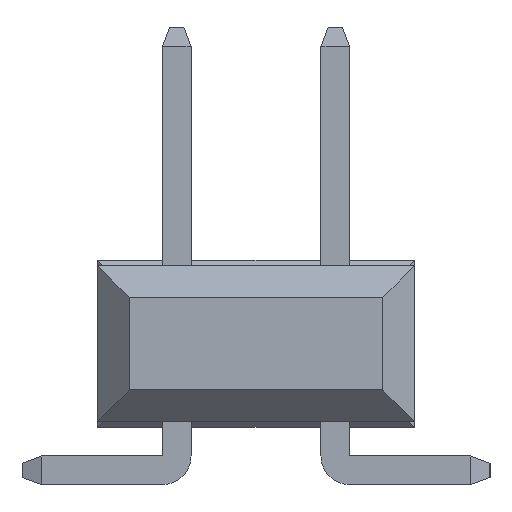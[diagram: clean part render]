
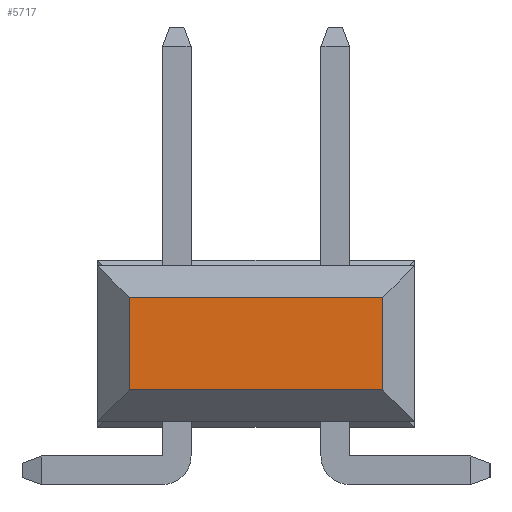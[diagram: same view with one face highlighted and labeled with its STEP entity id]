
A CAD part, left-side view. The second image highlights one B-rep face of the part: STEP entity #5717.
In plain terms, the highlighted planar face has unit normal (-1, 0, 0).
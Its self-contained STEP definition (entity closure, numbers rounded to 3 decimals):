
#103=FACE_OUTER_BOUND('',#473,.T.);
#473=EDGE_LOOP('',(#3735,#3736,#3737,#3738));
#851=LINE('',#8144,#1639);
#852=LINE('',#8147,#1640);
#853=LINE('',#8149,#1641);
#854=LINE('',#8150,#1642);
#1639=VECTOR('',#6541,10.);
#1640=VECTOR('',#6544,10.);
#1641=VECTOR('',#6545,10.);
#1642=VECTOR('',#6546,10.);
#2422=VERTEX_POINT('',#8137);
#2425=VERTEX_POINT('',#8142);
#2426=VERTEX_POINT('',#8146);
#2427=VERTEX_POINT('',#8148);
#2911=EDGE_CURVE('',#2425,#2422,#851,.T.);
#2912=EDGE_CURVE('',#2426,#2425,#852,.T.);
#2913=EDGE_CURVE('',#2427,#2426,#853,.T.);
#2914=EDGE_CURVE('',#2422,#2427,#854,.T.);
#3735=ORIENTED_EDGE('',*,*,#2911,.F.);
#3736=ORIENTED_EDGE('',*,*,#2912,.F.);
#3737=ORIENTED_EDGE('',*,*,#2913,.F.);
#3738=ORIENTED_EDGE('',*,*,#2914,.F.);
#5363=PLANE('',#6118);
#5717=ADVANCED_FACE('',(#103),#5363,.F.);
#6118=AXIS2_PLACEMENT_3D('',#8145,#6542,#6543);
#6541=DIRECTION('',(0.,1.,0.));
#6542=DIRECTION('center_axis',(1.,0.,0.));
#6543=DIRECTION('ref_axis',(0.,0.,-1.));
#6544=DIRECTION('',(0.,0.,-1.));
#6545=DIRECTION('',(0.,-1.,0.));
#6546=DIRECTION('',(0.,0.,1.));
#8137=CARTESIAN_POINT('',(-1.27,0.762,1.518));
#8142=CARTESIAN_POINT('',(-1.27,-3.302,1.518));
#8144=CARTESIAN_POINT('',(-1.27,-2.54,1.518));
#8145=CARTESIAN_POINT('Origin',(-1.27,-1.27,2.26));
#8146=CARTESIAN_POINT('',(-1.27,-3.302,3.002));
#8147=CARTESIAN_POINT('',(-1.27,-3.302,2.93));
#8148=CARTESIAN_POINT('',(-1.27,0.762,3.002));
#8149=CARTESIAN_POINT('',(-1.27,0.,3.002));
#8150=CARTESIAN_POINT('',(-1.27,0.762,1.59));
